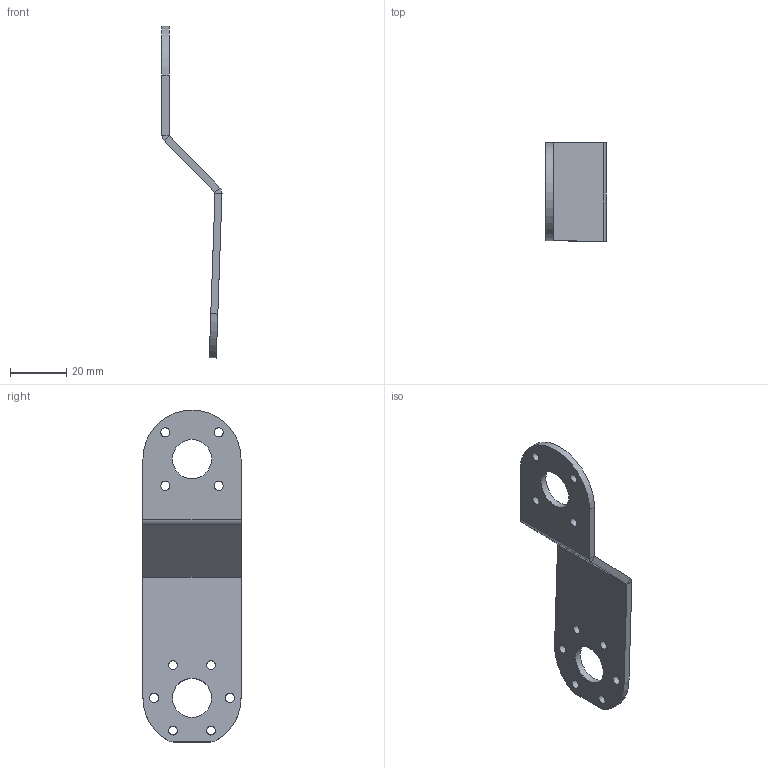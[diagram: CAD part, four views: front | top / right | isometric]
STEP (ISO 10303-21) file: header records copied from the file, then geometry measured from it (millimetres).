
FILE_DESCRIPTION(/* description */ (''),/* implementation_level */ '2;1');
FILE_NAME(/* name */ 'link3-4.1.step',/* time_stamp */ '2025-09-11T14:04:01+02:00',/* author */ (''),/* organization */ (''),/* preprocessor_version */ 'ST-DEVELOPER v20.1',/* originating_system */ 'Autodesk Translation Framework v14.10.0.0',/* authorisation */ '');
FILE_SCHEMA (('AUTOMOTIVE_DESIGN { 1 0 10303 214 3 1 1 }'));
Length unit declared in the file: millimetre
Products named in the file (1): link3-4_1 (v0.2, angestellt)
Bounding box: 21.41 x 35 x 118.43 mm (x, y, z)
Volume: 9503.3 mm3; surface area: 8811 mm2
Topology: 1 solids, 1 shells, 38 faces, 92 edges, 56 vertices
Faces by surface type: cylinder 21, plane 17
Full cylindrical faces by diameter (mm): 3.2 x10, 14 x2
Entity records: 1191 total; most frequent: DIRECTION 212, CARTESIAN_POINT 187, ORIENTED_EDGE 184, EDGE_CURVE 92, AXIS2_PLACEMENT_3D 81, EDGE_LOOP 62, VERTEX_POINT 56, LINE 50
